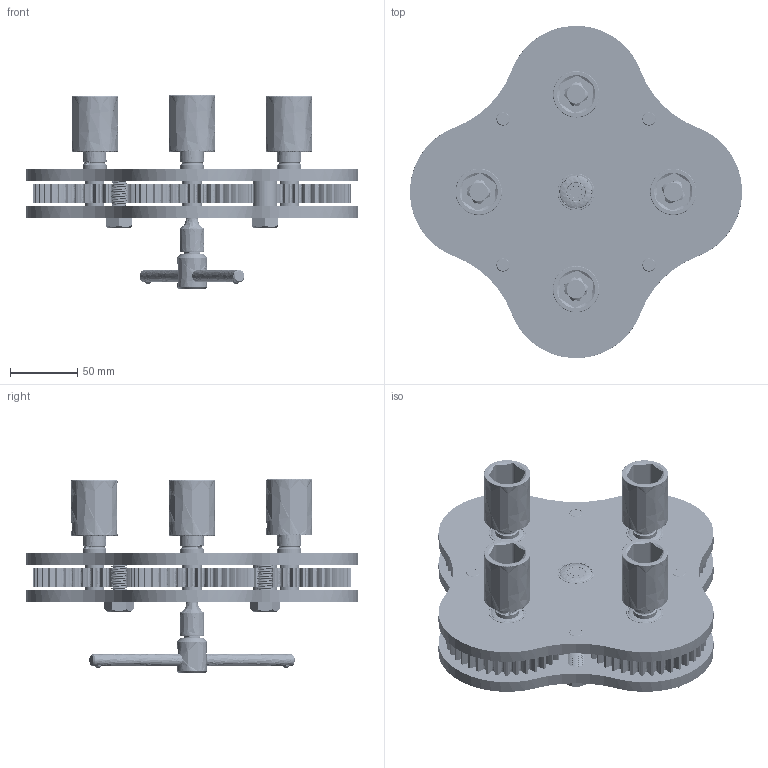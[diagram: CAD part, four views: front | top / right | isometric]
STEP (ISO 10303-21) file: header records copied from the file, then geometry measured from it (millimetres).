
FILE_DESCRIPTION(('FreeCAD Model'),'2;1');
FILE_NAME('Open CASCADE Shape Model','2025-05-29T07:21:03',('FreeCAD'),( 'FreeCAD'),'Open CASCADE STEP processor 7.6','FreeCAD','Unknown');
FILE_SCHEMA(('AUTOMOTIVE_DESIGN { 1 0 10303 214 1 1 1 1 }'));
Products named in the file (1): Open CASCADE STEP translator 7.6 1
Bounding box: 246.9 x 246.9 x 143.66 mm (x, y, z)
Volume: 1180273.1 mm3; surface area: 377100.8 mm2
Topology: 160 solids, 160 shells, 3215 faces, 8464 edges, 5459 vertices
Faces by surface type: bspline 3215
Entity records: 234015 total; most frequent: CARTESIAN_POINT 186844, ORIENTED_EDGE 16412, EDGE_CURVE 8206, VERTEX_POINT 5373, B_SPLINE_CURVE_WITH_KNOTS 5042, FACE_BOUND 3447, EDGE_LOOP 3361, ADVANCED_FACE 3215
